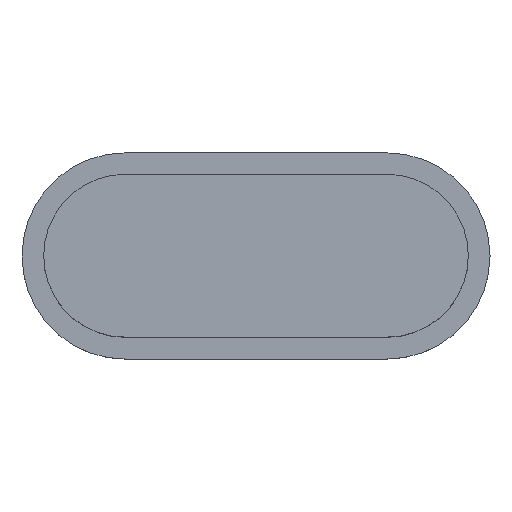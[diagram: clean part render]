
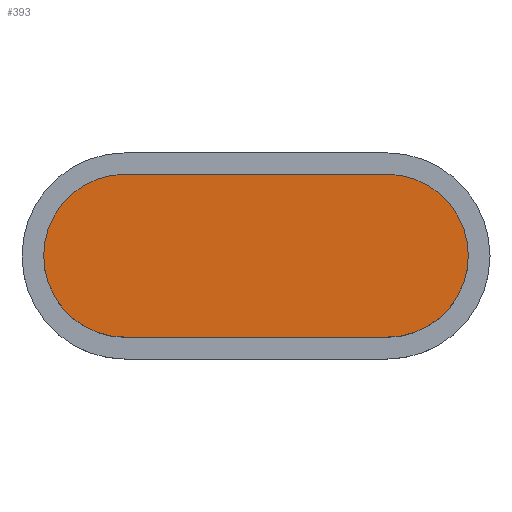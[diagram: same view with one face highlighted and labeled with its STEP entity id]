
A CAD part, top view. The second image highlights one B-rep face of the part: STEP entity #393.
In plain terms, the highlighted planar face has unit normal (0, 0, 1).
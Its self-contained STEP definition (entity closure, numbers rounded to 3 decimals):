
#282 = VERTEX_POINT('',#283);
#283 = CARTESIAN_POINT('',(-3.174,1.974,4.6));
#289 = EDGE_CURVE('',#282,#290,#292,.T.);
#290 = VERTEX_POINT('',#291);
#291 = CARTESIAN_POINT('',(-3.174,-1.976,4.6));
#292 = CIRCLE('',#293,1.975);
#293 = AXIS2_PLACEMENT_3D('',#294,#295,#296);
#294 = CARTESIAN_POINT('',(-3.174,-0.001,4.6));
#295 = DIRECTION('',(0.,0.,1.));
#296 = DIRECTION('',(1.,0.,0.));
#314 = EDGE_CURVE('',#290,#315,#317,.T.);
#315 = VERTEX_POINT('',#316);
#316 = CARTESIAN_POINT('',(3.176,-1.976,4.6));
#317 = LINE('',#318,#319);
#318 = CARTESIAN_POINT('',(-3.174,-1.976,4.6));
#319 = VECTOR('',#320,1.);
#320 = DIRECTION('',(1.,0.,0.));
#338 = EDGE_CURVE('',#315,#339,#341,.T.);
#339 = VERTEX_POINT('',#340);
#340 = CARTESIAN_POINT('',(3.176,1.974,4.6));
#341 = CIRCLE('',#342,1.975);
#342 = AXIS2_PLACEMENT_3D('',#343,#344,#345);
#343 = CARTESIAN_POINT('',(3.176,-0.001,4.6));
#344 = DIRECTION('',(0.,0.,1.));
#345 = DIRECTION('',(1.,0.,0.));
#363 = EDGE_CURVE('',#282,#339,#364,.T.);
#364 = LINE('',#365,#366);
#365 = CARTESIAN_POINT('',(-3.174,1.974,4.6));
#366 = VECTOR('',#367,1.);
#367 = DIRECTION('',(1.,0.,0.));
#393 = ADVANCED_FACE('',(#394),#400,.T.);
#394 = FACE_BOUND('',#395,.T.);
#395 = EDGE_LOOP('',(#396,#397,#398,#399));
#396 = ORIENTED_EDGE('',*,*,#289,.T.);
#397 = ORIENTED_EDGE('',*,*,#314,.T.);
#398 = ORIENTED_EDGE('',*,*,#338,.T.);
#399 = ORIENTED_EDGE('',*,*,#363,.F.);
#400 = PLANE('',#401);
#401 = AXIS2_PLACEMENT_3D('',#402,#403,#404);
#402 = CARTESIAN_POINT('',(0.001,-0.001,4.6));
#403 = DIRECTION('',(0.,0.,1.));
#404 = DIRECTION('',(1.,0.,0.));
